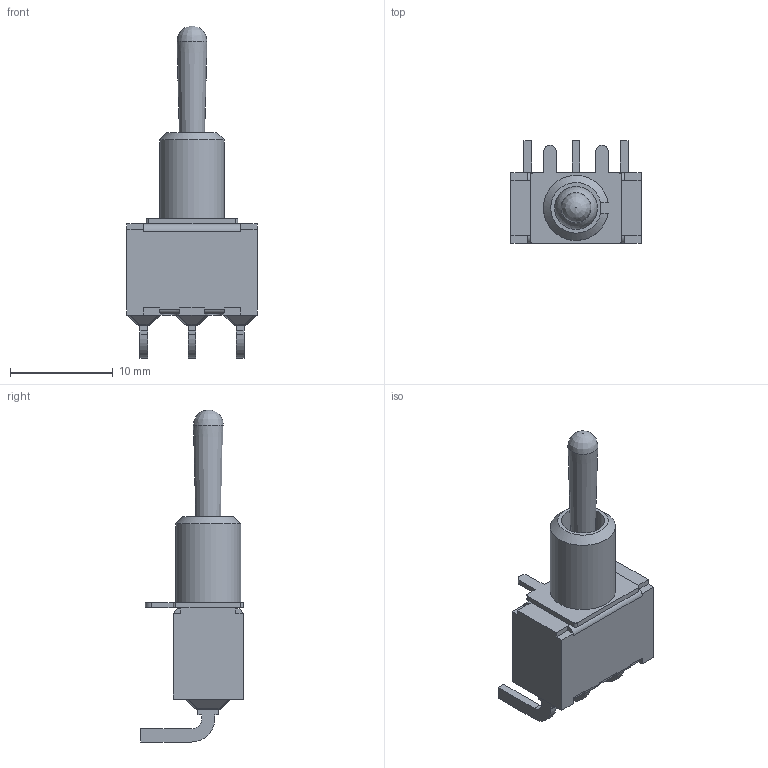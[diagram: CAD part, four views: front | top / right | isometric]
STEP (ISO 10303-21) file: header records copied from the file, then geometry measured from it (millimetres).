
FILE_DESCRIPTION((' '),'2;1');
FILE_NAME('100SPxT1B1M6xE.stp','2017-07-31T14:48:47',(' '),(' '),' ','ACIS',' ');
FILE_SCHEMA(('CONFIG_CONTROL_DESIGN'));
Length unit declared in the file: inch
Products named in the file (1): 100SPxT1B1M6xE.stp
Bounding box: 12.7 x 10.03 x 32.39 mm (x, y, z)
Volume: 1094.7 mm3; surface area: 1197.9 mm2
Topology: 1 solids, 2 shells, 225 faces, 567 edges, 356 vertices
Faces by surface type: plane 161, cylinder 47, sphere 13, cone 3, bspline 1
Full cylindrical faces by diameter (mm): 1.65 x1, 4.2 x1
Entity records: 6729 total; most frequent: CARTESIAN_POINT 1193, ORIENTED_EDGE 1120, DIRECTION 1118, EDGE_CURVE 560, VECTOR 444, LINE 444, VERTEX_POINT 355, AXIS2_PLACEMENT_3D 337
